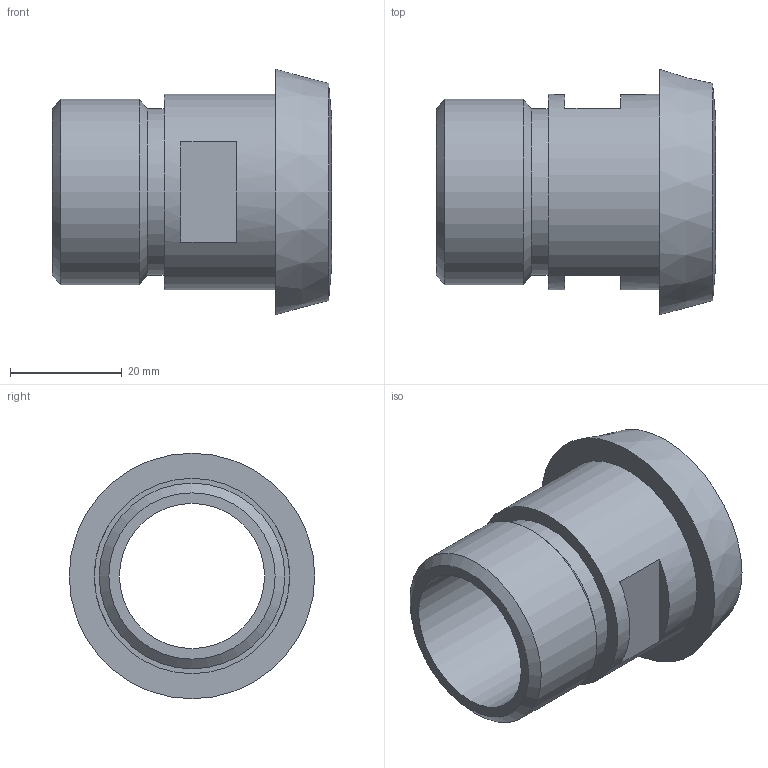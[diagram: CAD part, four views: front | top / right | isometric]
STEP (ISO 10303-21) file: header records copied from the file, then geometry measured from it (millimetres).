
FILE_DESCRIPTION((''),'2;1');
FILE_NAME('12700025X.stp','2010-08-05T13:16:34',('thilbrands'),(''),'Autodesk Inventor 2008','Autodesk Inventor 2008','');
FILE_SCHEMA(('AUTOMOTIVE_DESIGN { 1 0 10303 214 1 1 1 1 }'));
Length unit declared in the file: millimetre
Products named in the file (1): 127000101
Bounding box: 50 x 44 x 44 mm (x, y, z)
Volume: 21949.2 mm3; surface area: 11516.1 mm2
Topology: 1 solids, 1 shells, 18 faces, 36 edges, 23 vertices
Faces by surface type: plane 7, cone 4, cylinder 4, bspline 3
Full cylindrical faces by diameter (mm): 26 x1, 29.8 x1, 33.249 x1, 35 x1
Entity records: 430 total; most frequent: CARTESIAN_POINT 72, DIRECTION 72, ORIENTED_EDGE 48, AXIS2_PLACEMENT_3D 32, EDGE_LOOP 32, EDGE_CURVE 24, VERTEX_POINT 20, FACE_OUTER_BOUND 18
